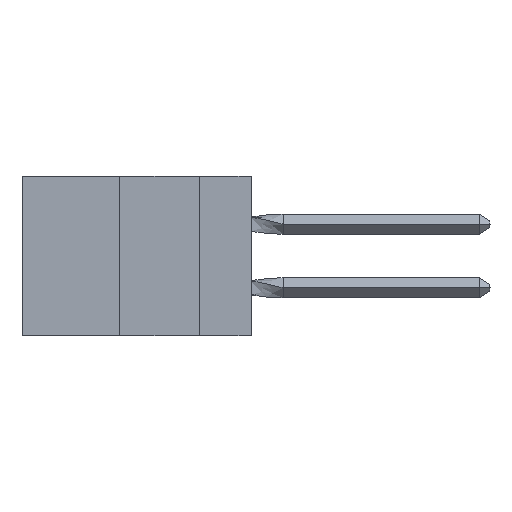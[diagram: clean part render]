
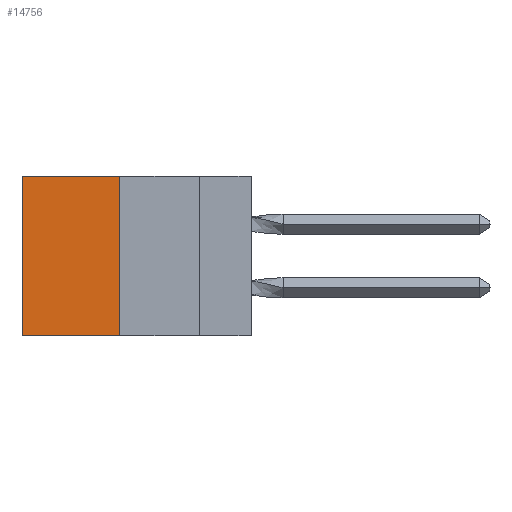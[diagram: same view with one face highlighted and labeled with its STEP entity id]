
A CAD part, left-side view. The second image highlights one B-rep face of the part: STEP entity #14756.
In plain terms, the highlighted planar face has unit normal (-1, 0, 0).
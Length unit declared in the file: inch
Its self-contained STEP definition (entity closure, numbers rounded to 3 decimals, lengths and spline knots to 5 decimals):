
#78 = VERTEX_POINT ( 'NONE', #8777 ) ;
#960 = VECTOR ( 'NONE', #4754, 39.37008 ) ;
#1152 = EDGE_CURVE ( 'NONE', #19689, #4827, #2984, .T. ) ;
#1225 = FACE_OUTER_BOUND ( 'NONE', #25949, .T. ) ;
#2984 = LINE ( 'NONE', #20061, #4598 ) ;
#4598 = VECTOR ( 'NONE', #11928, 39.37008 ) ;
#4754 = DIRECTION ( 'NONE',  ( 0., 0., -1. ) ) ;
#4827 = VERTEX_POINT ( 'NONE', #17637 ) ;
#6138 = EDGE_CURVE ( 'NONE', #19689, #8853, #19214, .T. ) ;
#7513 = ORIENTED_EDGE ( 'NONE', *, *, #17153, .F. ) ;
#7992 = CARTESIAN_POINT ( 'NONE',  ( 0.305, 0.413, -0.5 ) ) ;
#8777 = CARTESIAN_POINT ( 'NONE',  ( 0.305, 0.72, -0.5 ) ) ;
#8853 = VERTEX_POINT ( 'NONE', #23521 ) ;
#11842 = DIRECTION ( 'NONE',  ( 0., 0., -1. ) ) ;
#11928 = DIRECTION ( 'NONE',  ( 0., 1., 0. ) ) ;
#12759 = VECTOR ( 'NONE', #24386, 39.37008 ) ;
#13178 = ORIENTED_EDGE ( 'NONE', *, *, #6138, .F. ) ;
#14101 = DIRECTION ( 'NONE',  ( 0., 0., -1. ) ) ;
#14756 = ADVANCED_FACE ( 'NONE', ( #1225 ), #15814, .F. ) ;
#15814 = PLANE ( 'NONE',  #24666 ) ;
#15933 = CARTESIAN_POINT ( 'NONE',  ( 0.305, 0.413, -0.5 ) ) ;
#17153 = EDGE_CURVE ( 'NONE', #8853, #78, #20575, .T. ) ;
#17637 = CARTESIAN_POINT ( 'NONE',  ( 0.305, 0.72, 0. ) ) ;
#19214 = LINE ( 'NONE', #7992, #20178 ) ;
#19222 = LINE ( 'NONE', #19545, #960 ) ;
#19545 = CARTESIAN_POINT ( 'NONE',  ( 0.305, 0.72, -0.5 ) ) ;
#19689 = VERTEX_POINT ( 'NONE', #23033 ) ;
#19775 = ORIENTED_EDGE ( 'NONE', *, *, #1152, .T. ) ;
#20061 = CARTESIAN_POINT ( 'NONE',  ( 0.305, 0.413, 0. ) ) ;
#20178 = VECTOR ( 'NONE', #14101, 39.37008 ) ;
#20240 = CARTESIAN_POINT ( 'NONE',  ( 0.305, 0.413, -0.5 ) ) ;
#20575 = LINE ( 'NONE', #15933, #12759 ) ;
#22194 = ORIENTED_EDGE ( 'NONE', *, *, #25639, .T. ) ;
#23033 = CARTESIAN_POINT ( 'NONE',  ( 0.305, 0.413, 0. ) ) ;
#23521 = CARTESIAN_POINT ( 'NONE',  ( 0.305, 0.413, -0.5 ) ) ;
#24356 = DIRECTION ( 'NONE',  ( 1., 0., 0. ) ) ;
#24386 = DIRECTION ( 'NONE',  ( 0., 1., 0. ) ) ;
#24666 = AXIS2_PLACEMENT_3D ( 'NONE', #20240, #24356, #11842 ) ;
#25639 = EDGE_CURVE ( 'NONE', #4827, #78, #19222, .T. ) ;
#25949 = EDGE_LOOP ( 'NONE', ( #22194, #7513, #13178, #19775 ) ) ;
